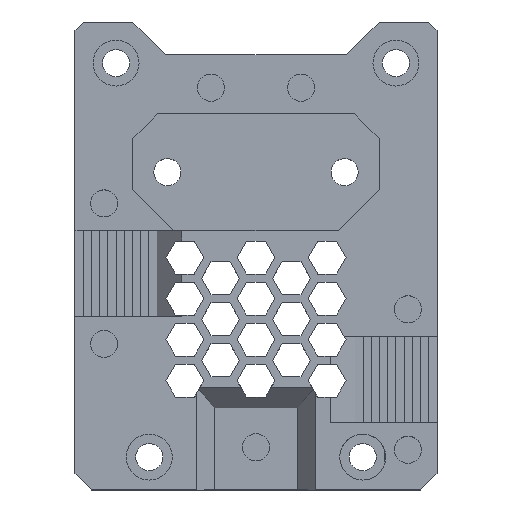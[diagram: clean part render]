
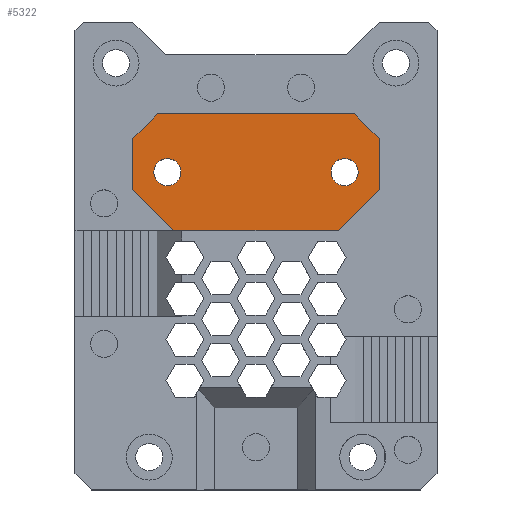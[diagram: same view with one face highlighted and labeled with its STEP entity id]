
A CAD part, top view. The second image highlights one B-rep face of the part: STEP entity #5322.
In plain terms, the highlighted planar face has unit normal (0, 0, 1).
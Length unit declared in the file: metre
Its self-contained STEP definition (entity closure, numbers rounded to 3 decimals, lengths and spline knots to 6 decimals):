
#190=LINE('',#7442,#892);
#564=LINE('',#8309,#1266);
#566=LINE('',#8313,#1268);
#569=LINE('',#8329,#1271);
#572=LINE('',#8335,#1274);
#573=LINE('',#8336,#1275);
#574=LINE('',#8337,#1276);
#575=LINE('',#8338,#1277);
#892=VECTOR('',#5995,1.);
#1266=VECTOR('',#6609,1.);
#1268=VECTOR('',#6613,1.);
#1271=VECTOR('',#6630,1.);
#1274=VECTOR('',#6635,1.);
#1275=VECTOR('',#6636,1.);
#1276=VECTOR('',#6637,1.);
#1277=VECTOR('',#6638,1.);
#2312=ORIENTED_EDGE('',*,*,#3523,.F.);
#2313=ORIENTED_EDGE('',*,*,#3521,.F.);
#2314=ORIENTED_EDGE('',*,*,#3114,.F.);
#2315=ORIENTED_EDGE('',*,*,#3527,.T.);
#2316=ORIENTED_EDGE('',*,*,#3517,.T.);
#2317=ORIENTED_EDGE('',*,*,#3528,.T.);
#2318=ORIENTED_EDGE('',*,*,#3524,.F.);
#2319=ORIENTED_EDGE('',*,*,#3529,.T.);
#2320=ORIENTED_EDGE('',*,*,#3515,.F.);
#2321=ORIENTED_EDGE('',*,*,#3530,.T.);
#3114=EDGE_CURVE('',#3862,#3863,#190,.T.);
#3515=EDGE_CURVE('',#4168,#4169,#564,.T.);
#3517=EDGE_CURVE('',#4170,#4171,#566,.T.);
#3521=EDGE_CURVE('',#4173,#4173,#4245,.T.);
#3523=EDGE_CURVE('',#4175,#4175,#4247,.T.);
#3524=EDGE_CURVE('',#4176,#4177,#569,.T.);
#3527=EDGE_CURVE('',#3862,#4170,#572,.F.);
#3528=EDGE_CURVE('',#4171,#4177,#573,.T.);
#3529=EDGE_CURVE('',#4176,#4169,#574,.F.);
#3530=EDGE_CURVE('',#4168,#3863,#575,.T.);
#3862=VERTEX_POINT('',#7441);
#3863=VERTEX_POINT('',#7443);
#4168=VERTEX_POINT('',#8308);
#4169=VERTEX_POINT('',#8310);
#4170=VERTEX_POINT('',#8314);
#4171=VERTEX_POINT('',#8315);
#4173=VERTEX_POINT('',#8322);
#4175=VERTEX_POINT('',#8327);
#4176=VERTEX_POINT('',#8330);
#4177=VERTEX_POINT('',#8331);
#4245=CIRCLE('',#5636,0.00165);
#4247=CIRCLE('',#5639,0.00165);
#4444=EDGE_LOOP('',(#2312));
#4445=EDGE_LOOP('',(#2313));
#4446=EDGE_LOOP('',(#2314,#2315,#2316,#2317,#2318,#2319,#2320,#2321));
#4794=FACE_BOUND('',#4444,.T.);
#4795=FACE_BOUND('',#4445,.T.);
#4796=FACE_BOUND('',#4446,.T.);
#5053=PLANE('',#5641);
#5322=ADVANCED_FACE('',(#4794,#4795,#4796),#5053,.T.);
#5636=AXIS2_PLACEMENT_3D('',#8321,#6620,#6621);
#5639=AXIS2_PLACEMENT_3D('',#8326,#6626,#6627);
#5641=AXIS2_PLACEMENT_3D('',#8334,#6633,#6634);
#5995=DIRECTION('',(-1.,0.,0.));
#6609=DIRECTION('',(0.,1.,0.));
#6613=DIRECTION('',(0.,1.,0.));
#6620=DIRECTION('',(0.,0.,1.));
#6621=DIRECTION('',(0.,-1.,0.));
#6626=DIRECTION('',(0.,0.,1.));
#6627=DIRECTION('',(0.,-1.,0.));
#6630=DIRECTION('',(1.,0.,0.));
#6633=DIRECTION('',(0.,0.,1.));
#6634=DIRECTION('',(1.,0.,0.));
#6635=DIRECTION('',(-0.707,-0.707,0.));
#6636=DIRECTION('',(-0.707,0.707,0.));
#6637=DIRECTION('',(0.707,0.707,0.));
#6638=DIRECTION('',(0.707,-0.707,0.));
#7441=CARTESIAN_POINT('',(0.01,0.0316,-0.0205));
#7442=CARTESIAN_POINT('',(-0.01705,0.0316,-0.0205));
#7443=CARTESIAN_POINT('',(-0.01,0.0316,-0.0205));
#8308=CARTESIAN_POINT('',(-0.015,0.0366,-0.0205));
#8309=CARTESIAN_POINT('',(-0.015,0.0387,-0.0205));
#8310=CARTESIAN_POINT('',(-0.015,0.0428,-0.0205));
#8313=CARTESIAN_POINT('',(0.015,0.0387,-0.0205));
#8314=CARTESIAN_POINT('',(0.015,0.0366,-0.0205));
#8315=CARTESIAN_POINT('',(0.015,0.0428,-0.0205));
#8321=CARTESIAN_POINT('',(0.0108,0.0387,-0.0205));
#8322=CARTESIAN_POINT('',(0.0108,0.03705,-0.0205));
#8326=CARTESIAN_POINT('',(-0.0108,0.0387,-0.0205));
#8327=CARTESIAN_POINT('',(-0.0108,0.03705,-0.0205));
#8329=CARTESIAN_POINT('',(0.,0.0458,-0.0205));
#8330=CARTESIAN_POINT('',(-0.012,0.0458,-0.0205));
#8331=CARTESIAN_POINT('',(0.012,0.0458,-0.0205));
#8334=CARTESIAN_POINT('',(0.,0.0285,-0.0205));
#8335=CARTESIAN_POINT('',(0.00345,0.02505,-0.0205));
#8336=CARTESIAN_POINT('',(0.01465,0.04315,-0.0205));
#8337=CARTESIAN_POINT('',(-0.01465,0.04315,-0.0205));
#8338=CARTESIAN_POINT('',(-0.00345,0.02505,-0.0205));
